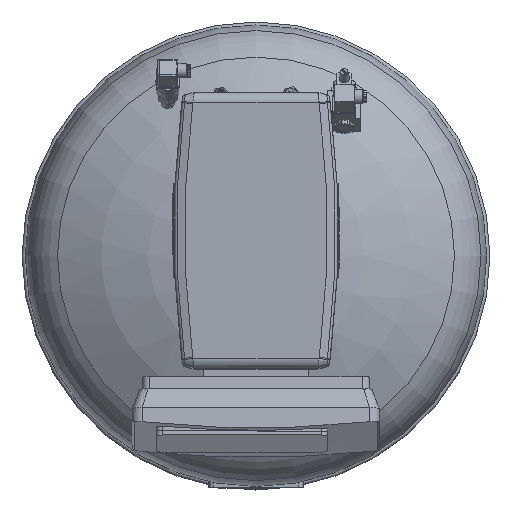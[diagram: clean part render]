
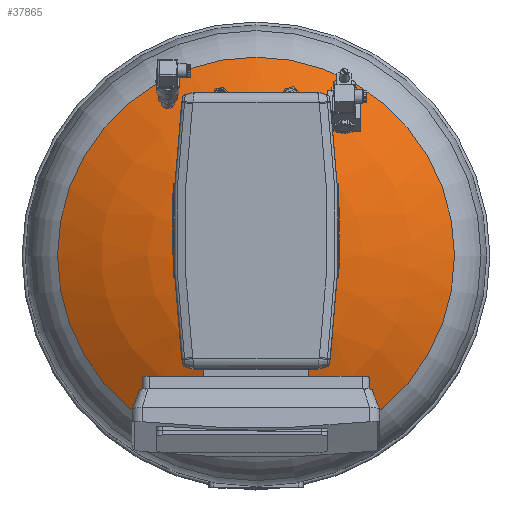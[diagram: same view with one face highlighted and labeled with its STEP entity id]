
A CAD part, top view. The second image highlights one B-rep face of the part: STEP entity #37865.
In plain terms, the highlighted free-form (B-spline) face has degree [2, 2] with [3, 9] control points.
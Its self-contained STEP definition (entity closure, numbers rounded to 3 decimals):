
#21=(
BOUNDED_SURFACE()
B_SPLINE_SURFACE(2,2,((#66688,#66689,#66690,#66691,#66692,#66693,#66694,
#66695,#66696),(#66697,#66698,#66699,#66700,#66701,#66702,#66703,#66704,
#66705),(#66706,#66707,#66708,#66709,#66710,#66711,#66712,#66713,#66714)),
 .UNSPECIFIED.,.F.,.T.,.F.)
B_SPLINE_SURFACE_WITH_KNOTS((3,3),(3,2,2,2,3),(-1.566,-1.044),
(-3.142,-1.571,0.,1.571,3.142),
 .UNSPECIFIED.)
GEOMETRIC_REPRESENTATION_ITEM()
RATIONAL_B_SPLINE_SURFACE(((1.,0.707,1.,0.707,1.,
0.707,1.,0.707,1.),(0.966,0.683,
0.966,0.683,0.966,0.683,
0.966,0.683,0.966),(1.,0.707,
1.,0.707,1.,0.707,1.,0.707,1.)))
REPRESENTATION_ITEM('')
SURFACE()
);
#68=(
BOUNDED_CURVE()
B_SPLINE_CURVE(2,(#66719,#66720,#66721),.UNSPECIFIED.,.F.,.F.)
B_SPLINE_CURVE_WITH_KNOTS((3,3),(1.044,1.566),
 .UNSPECIFIED.)
CURVE()
GEOMETRIC_REPRESENTATION_ITEM()
RATIONAL_B_SPLINE_CURVE((1.,0.966,1.))
REPRESENTATION_ITEM('')
);
#2208=CIRCLE('',#41341,16.85);
#2209=CIRCLE('',#41342,16.85);
#2210=CIRCLE('',#41343,272.65);
#2211=CIRCLE('',#41344,272.65);
#4929=FACE_OUTER_BOUND('',#7405,.T.);
#7405=EDGE_LOOP('',(#33439,#33440,#33441,#33442,#33443,#33444));
#18213=VERTEX_POINT('',#66684);
#18214=VERTEX_POINT('',#66685);
#18215=VERTEX_POINT('',#66715);
#18216=VERTEX_POINT('',#66716);
#23348=EDGE_CURVE('',#18213,#18214,#2208,.T.);
#23349=EDGE_CURVE('',#18214,#18213,#2209,.T.);
#23350=EDGE_CURVE('',#18215,#18216,#2210,.T.);
#23351=EDGE_CURVE('',#18216,#18215,#2211,.T.);
#23352=EDGE_CURVE('',#18216,#18214,#68,.T.);
#33439=ORIENTED_EDGE('',*,*,#23350,.F.);
#33440=ORIENTED_EDGE('',*,*,#23351,.F.);
#33441=ORIENTED_EDGE('',*,*,#23352,.T.);
#33442=ORIENTED_EDGE('',*,*,#23349,.T.);
#33443=ORIENTED_EDGE('',*,*,#23348,.T.);
#33444=ORIENTED_EDGE('',*,*,#23352,.F.);
#37865=ADVANCED_FACE('',(#4929),#21,.F.);
#41341=AXIS2_PLACEMENT_3D('',#66686,#51461,#51462);
#41342=AXIS2_PLACEMENT_3D('',#66687,#51463,#51464);
#41343=AXIS2_PLACEMENT_3D('',#66717,#51465,#51466);
#41344=AXIS2_PLACEMENT_3D('',#66718,#51467,#51468);
#51461=DIRECTION('center_axis',(0.,0.,
-1.));
#51462=DIRECTION('ref_axis',(1.,0.,0.));
#51463=DIRECTION('center_axis',(0.,0.,
-1.));
#51464=DIRECTION('ref_axis',(1.,0.,0.));
#51465=DIRECTION('center_axis',(0.,0.,
-1.));
#51466=DIRECTION('ref_axis',(1.,0.,0.));
#51467=DIRECTION('center_axis',(0.,0.,
-1.));
#51468=DIRECTION('ref_axis',(1.,0.,0.));
#66684=CARTESIAN_POINT('',(-16.85,0.,946.));
#66685=CARTESIAN_POINT('',(0.,-16.85,946.));
#66686=CARTESIAN_POINT('Origin',(0.,0.,946.));
#66687=CARTESIAN_POINT('Origin',(0.,0.,946.));
#66688=CARTESIAN_POINT('Ctrl Pts',(0.,-16.85,
946.));
#66689=CARTESIAN_POINT('Ctrl Pts',(-16.85,-16.85,
946.));
#66690=CARTESIAN_POINT('Ctrl Pts',(-16.85,0.,
946.));
#66691=CARTESIAN_POINT('Ctrl Pts',(-16.85,16.85,946.));
#66692=CARTESIAN_POINT('Ctrl Pts',(0.,16.85,
946.));
#66693=CARTESIAN_POINT('Ctrl Pts',(16.85,16.85,946.));
#66694=CARTESIAN_POINT('Ctrl Pts',(16.85,0.,
946.));
#66695=CARTESIAN_POINT('Ctrl Pts',(16.85,-16.85,946.));
#66696=CARTESIAN_POINT('Ctrl Pts',(0.,-16.85,
946.));
#66697=CARTESIAN_POINT('Ctrl Pts',(0.,-154.053,
945.291));
#66698=CARTESIAN_POINT('Ctrl Pts',(-154.053,-154.053,
945.291));
#66699=CARTESIAN_POINT('Ctrl Pts',(-154.053,0.,
945.291));
#66700=CARTESIAN_POINT('Ctrl Pts',(-154.053,154.053,945.291));
#66701=CARTESIAN_POINT('Ctrl Pts',(0.,154.053,
945.291));
#66702=CARTESIAN_POINT('Ctrl Pts',(154.053,154.053,945.291));
#66703=CARTESIAN_POINT('Ctrl Pts',(154.053,0.,
945.291));
#66704=CARTESIAN_POINT('Ctrl Pts',(154.053,-154.053,945.291));
#66705=CARTESIAN_POINT('Ctrl Pts',(0.,-154.053,
945.291));
#66706=CARTESIAN_POINT('Ctrl Pts',(0.,-272.65,876.3));
#66707=CARTESIAN_POINT('Ctrl Pts',(-272.65,-272.65,876.3));
#66708=CARTESIAN_POINT('Ctrl Pts',(-272.65,0.,876.3));
#66709=CARTESIAN_POINT('Ctrl Pts',(-272.65,272.65,876.3));
#66710=CARTESIAN_POINT('Ctrl Pts',(0.,272.65,876.3));
#66711=CARTESIAN_POINT('Ctrl Pts',(272.65,272.65,876.3));
#66712=CARTESIAN_POINT('Ctrl Pts',(272.65,0.,876.3));
#66713=CARTESIAN_POINT('Ctrl Pts',(272.65,-272.65,876.3));
#66714=CARTESIAN_POINT('Ctrl Pts',(0.,-272.65,876.3));
#66715=CARTESIAN_POINT('',(-272.65,0.,876.3));
#66716=CARTESIAN_POINT('',(0.,-272.65,876.3));
#66717=CARTESIAN_POINT('Origin',(0.,0.,
876.3));
#66718=CARTESIAN_POINT('Origin',(0.,0.,
876.3));
#66719=CARTESIAN_POINT('Ctrl Pts',(0.,-272.65,876.3));
#66720=CARTESIAN_POINT('Ctrl Pts',(0.,-154.053,
945.291));
#66721=CARTESIAN_POINT('Ctrl Pts',(0.,-16.85,
946.));
